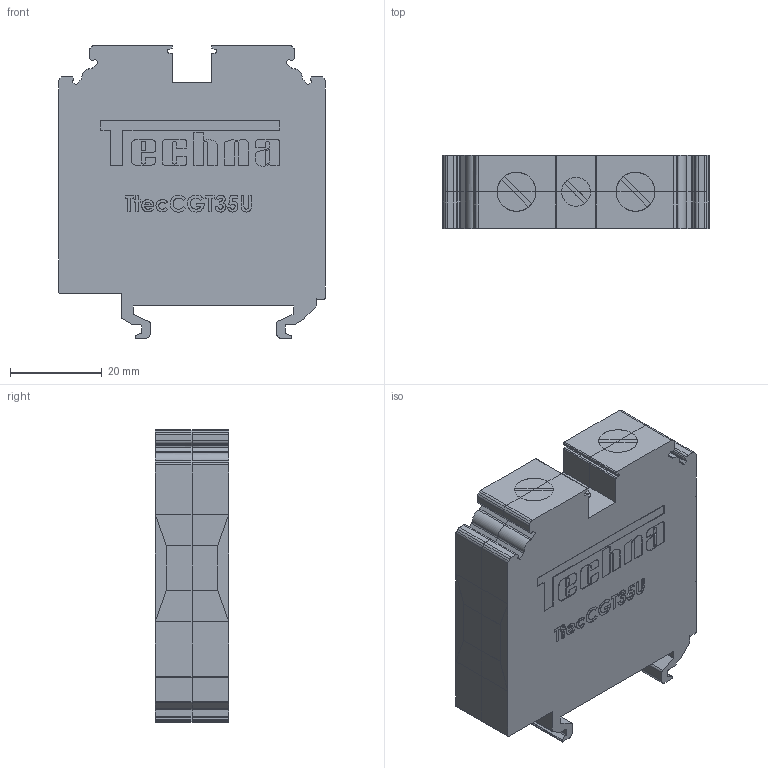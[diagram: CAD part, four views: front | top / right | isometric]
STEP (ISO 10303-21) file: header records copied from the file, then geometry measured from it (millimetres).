
FILE_DESCRIPTION (( 'STEP AP214' ), '1' );
FILE_NAME ('TtecCGT35U.STEP', '2020-06-30T12:03:16', ( '' ), ( '' ), 'SwSTEP 2.0', 'SolidWorks 2020', '' );
FILE_SCHEMA (( 'AUTOMOTIVE_DESIGN' ));
Length unit declared in the file: millimetre
Products named in the file (1): TtecCGT35U
Bounding box: 58.02 x 16 x 63.73 mm (x, y, z)
Volume: 49990 mm3; surface area: 17326.5 mm2
Topology: 2 solids, 2 shells, 861 faces, 2433 edges, 1614 vertices
Faces by surface type: plane 479, cylinder 262, bspline 120
Entity records: 40680 total; most frequent: CARTESIAN_POINT 13196, ORIENTED_EDGE 4866, DIRECTION 3935, EDGE_CURVE 2433, LINE 1647, VECTOR 1647, VERTEX_POINT 1614, AXIS2_PLACEMENT_3D 1144
